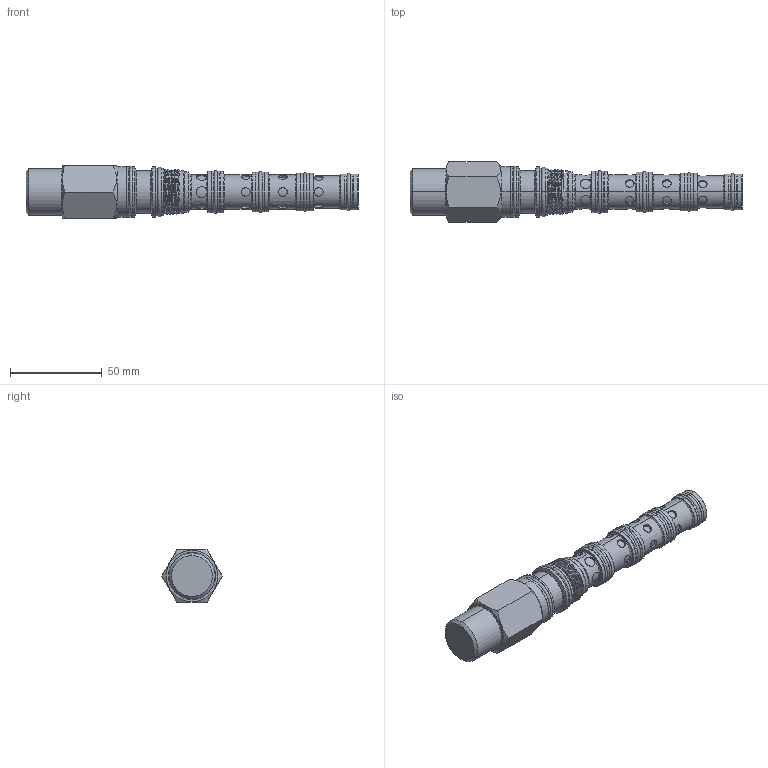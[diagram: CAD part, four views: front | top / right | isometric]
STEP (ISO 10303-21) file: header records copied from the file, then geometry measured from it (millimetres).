
FILE_DESCRIPTION (( 'STEP AP203' ), '1' );
FILE_NAME ('DD52A6A-N.STEP', '2024-05-28T03:00:58', ( '' ), ( '' ), 'SwSTEP 2.0', 'SolidWorks 2018', '' );
FILE_SCHEMA (( 'CONFIG_CONTROL_DESIGN' ));
Length unit declared in the file: millimetre
Products named in the file (1): DD52A6A-N
Bounding box: 181.3 x 32.99 x 28.57 mm (x, y, z)
Volume: 77458.9 mm3; surface area: 18658.3 mm2
Topology: 1 solids, 1 shells, 375 faces, 815 edges, 503 vertices
Faces by surface type: cylinder 214, torus 59, plane 56, cone 38, bspline 8
Entity records: 14025 total; most frequent: CARTESIAN_POINT 5901, DIRECTION 1726, ORIENTED_EDGE 1630, EDGE_CURVE 815, AXIS2_PLACEMENT_3D 750, VERTEX_POINT 503, EDGE_LOOP 438, CIRCLE 382
